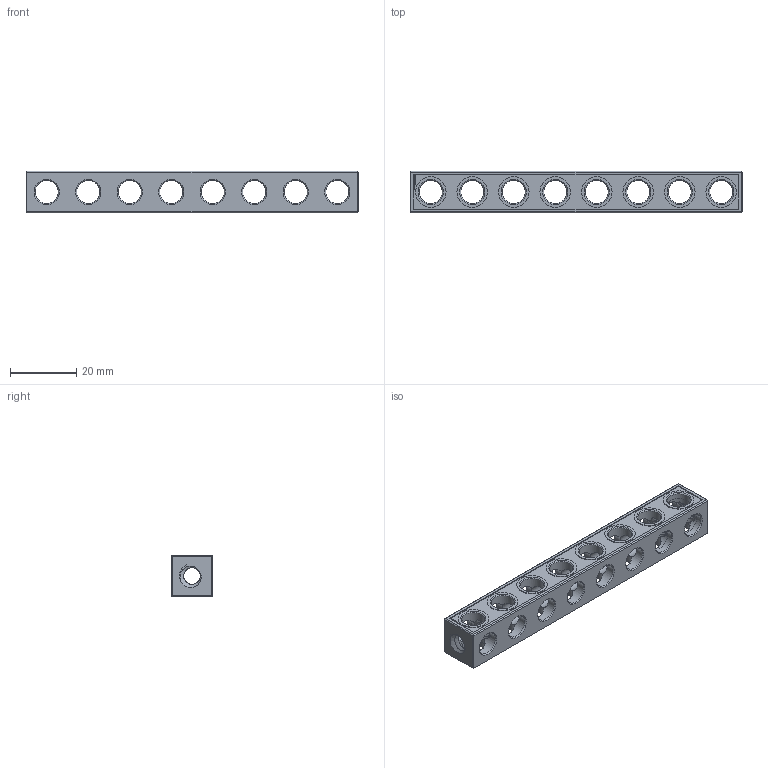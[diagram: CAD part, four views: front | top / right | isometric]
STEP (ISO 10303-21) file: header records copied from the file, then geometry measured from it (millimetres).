
FILE_DESCRIPTION(('FreeCAD Model'),'2;1');
FILE_NAME('Open CASCADE Shape Model','2021-07-01T22:42:47',( 'Paulo Kiefe'),('STEMFIE.org'),'Open CASCADE STEP processor 7.4', 'FreeCAD','Unknown');
FILE_SCHEMA(('AUTOMOTIVE_DESIGN { 1 0 10303 214 1 1 1 1 }'));
Products named in the file (1): Beam_STR_ESS_ERHRH_DE_BU08x01x01_-_SPN-BEM-0807_(stemfie.org)
Bounding box: 100 x 12.5 x 12.5 mm (x, y, z)
Volume: 7937.8 mm3; surface area: 7531.1 mm2
Topology: 1 solids, 1 shells, 624 faces, 1851 edges, 1240 vertices
Faces by surface type: plane 345, extrusion 158, cylinder 53, bspline 36, cone 32
Full cylindrical faces by diameter (mm): 7 x43, 9.2 x8
Entity records: 83196 total; most frequent: CARTESIAN_POINT 48964, DIRECTION 5253, VECTOR 3859, ORIENTED_EDGE 3702, PCURVE 3702, DEFINITIONAL_REPRESENTATION 3702, LINE 3701, EDGE_CURVE 1851
